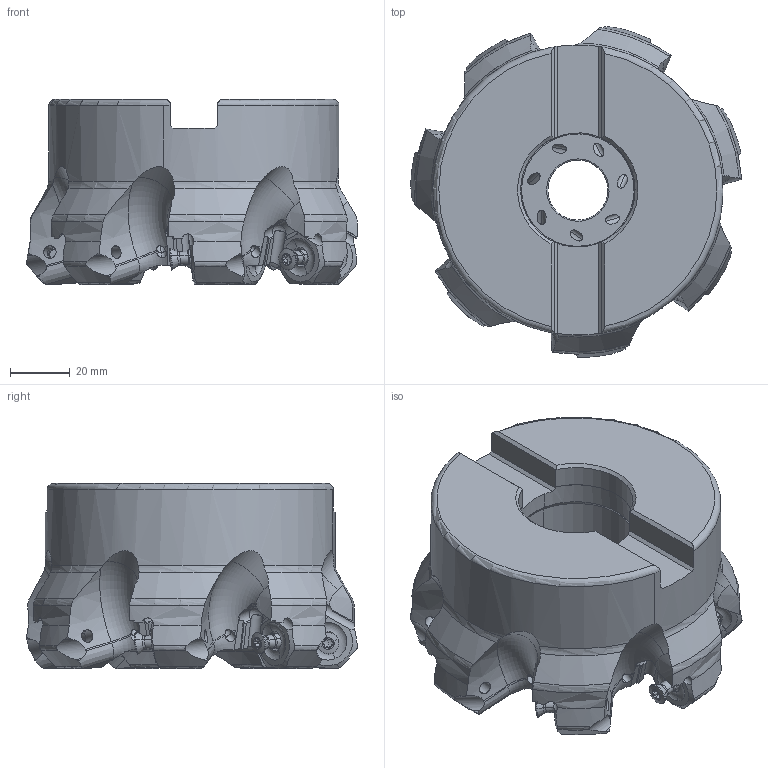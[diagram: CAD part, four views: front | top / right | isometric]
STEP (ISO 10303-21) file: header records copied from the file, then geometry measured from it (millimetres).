
FILE_DESCRIPTION(/* description */ (''),/* implementation_level */ '2;1');
FILE_NAME(/* name */ 'AHX640SUR0407EA.stp',/* time_stamp */ '2018-08-03T11:35:36+09:00',/* author */ (''),/* organization */ (''),/* preprocessor_version */ 'ST-DEVELOPER v16',/* originating_system */ 'SIEMENS PLM Software NX 10.0',/* authorisation */ '');
FILE_SCHEMA (('AUTOMOTIVE_DESIGN { 1 0 10303 214 3 1 1 1 }'));
Length unit declared in the file: millimetre
Products named in the file (1): AHX640SUR0407EA_ASM
Bounding box: 110.31 x 110.38 x 61.71 mm (x, y, z)
Volume: 338637.7 mm3; surface area: 49077.8 mm2
Topology: 8 solids, 8 shells, 822 faces, 2285 edges, 1459 vertices
Faces by surface type: cylinder 355, cone 169, plane 147, torus 88, sphere 49, bspline 14
Entity records: 34486 total; most frequent: CARTESIAN_POINT 14912, ORIENTED_EDGE 4514, DIRECTION 3511, EDGE_CURVE 2257, AXIS2_PLACEMENT_3D 1522, VERTEX_POINT 1459, B_SPLINE_CURVE_WITH_KNOTS 1112, EDGE_LOOP 860
